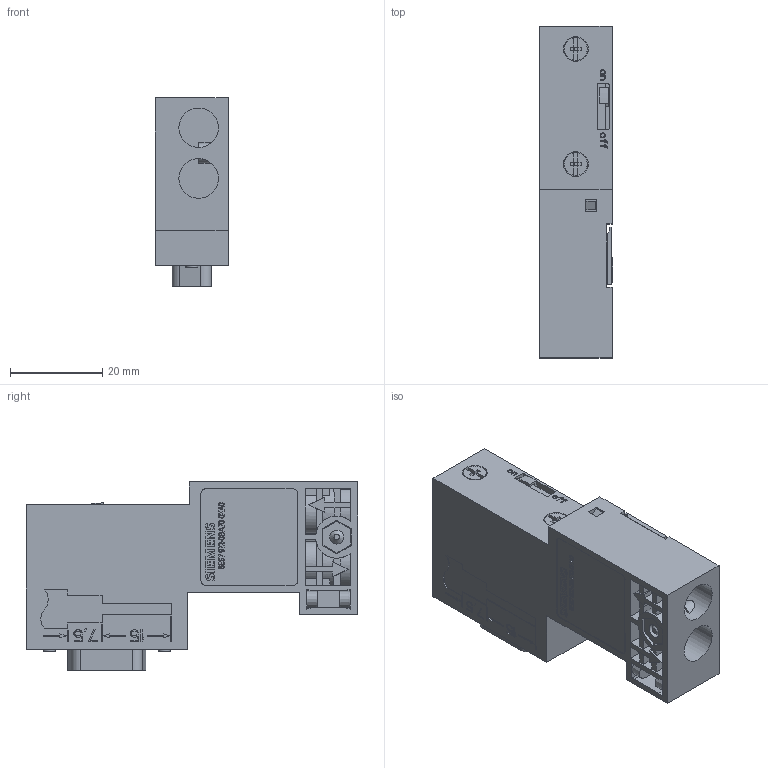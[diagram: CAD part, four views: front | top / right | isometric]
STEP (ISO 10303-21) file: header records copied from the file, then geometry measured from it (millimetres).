
FILE_DESCRIPTION(/* description */ (''),/* implementation_level */ '2;1');
FILE_NAME(/* name */ '6ES7972-0BA70-0XA0_3d.stp',/* time_stamp */ '2024-07-17T13:26:55+02:00',/* author */ (''),/* organization */ (''),/* preprocessor_version */ 'ST-DEVELOPER v18.102',/* originating_system */ 'SIEMENS PLM Software NX 2023',/* authorisation */ '');
FILE_SCHEMA (('AUTOMOTIVE_DESIGN { 1 0 10303 214 3 1 1 1 }'));
Length unit declared in the file: millimetre
Products named in the file (3): A5E30783675A_RS-AA_002_1-labeling; A5E30783673A_RS-AA_002_1-box; A5E30783683A_RS-AA_002_5-CAx_6ES79720BA700XA0
Assembly tree (2 placements, depth 2):
  A5E30783683A_RS-AA_002_5-CAx_6ES79720BA700XA0
    A5E30783673A_RS-AA_002_1-box
    A5E30783675A_RS-AA_002_1-labeling
Bounding box: 15.9 x 72.09 x 40.9 mm (x, y, z)
Volume: 29643.2 mm3; surface area: 13241.5 mm2
Topology: 19 solids, 27 shells, 994 faces, 2559 edges, 1708 vertices
Faces by surface type: plane 799, extrusion 99, cylinder 94, cone 2
Full cylindrical faces by diameter (mm): 0.7 x5, 0.8 x6, 2.62 x2, 3 x1, 3.3 x2, 5 x2, 5.4 x2, 6.1 x1, 8.599 x2
Entity records: 41049 total; most frequent: CARTESIAN_POINT 9992, ORIENTED_EDGE 5000, DIRECTION 4468, EDGE_CURVE 2500, VECTOR 2116, LINE 2017, VERTEX_POINT 1692, AXIS2_PLACEMENT_3D 1176
